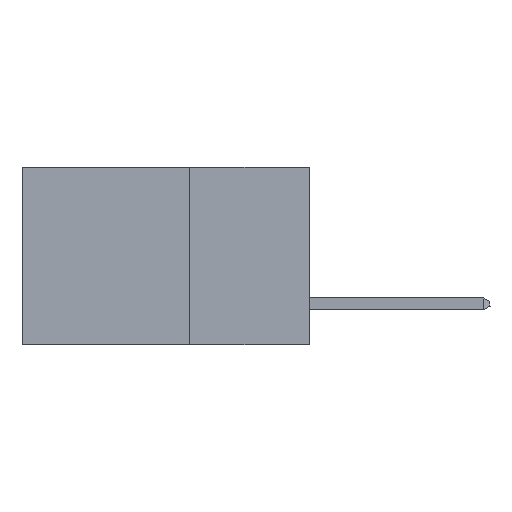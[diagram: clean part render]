
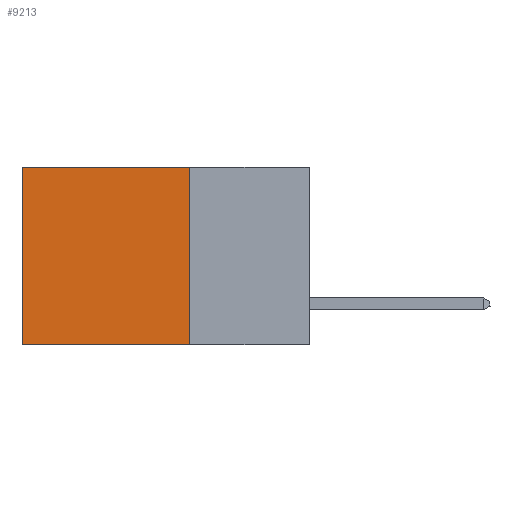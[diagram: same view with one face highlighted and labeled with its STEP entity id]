
A CAD part, left-side view. The second image highlights one B-rep face of the part: STEP entity #9213.
In plain terms, the highlighted planar face has unit normal (-1, 0, 0).
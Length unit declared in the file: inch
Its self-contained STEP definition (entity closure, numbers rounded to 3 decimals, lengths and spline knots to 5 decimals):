
#61 = LINE ( 'NONE', #11273, #2885 ) ;
#349 = VECTOR ( 'NONE', #14269, 39.37008 ) ;
#372 = VERTEX_POINT ( 'NONE', #1064 ) ;
#478 = DIRECTION ( 'NONE',  ( 0., 0., -1. ) ) ;
#651 = ORIENTED_EDGE ( 'NONE', *, *, #8665, .T. ) ;
#1064 = CARTESIAN_POINT ( 'NONE',  ( 0.2875, 0.25, -0.37 ) ) ;
#2129 = CARTESIAN_POINT ( 'NONE',  ( 0.2875, 0.25, 0. ) ) ;
#2228 = DIRECTION ( 'NONE',  ( 1., 0., 0. ) ) ;
#2236 = LINE ( 'NONE', #2129, #349 ) ;
#2560 = ORIENTED_EDGE ( 'NONE', *, *, #11619, .F. ) ;
#2885 = VECTOR ( 'NONE', #15018, 39.37008 ) ;
#4034 = ORIENTED_EDGE ( 'NONE', *, *, #7665, .T. ) ;
#4610 = EDGE_CURVE ( 'NONE', #11729, #372, #2236, .T. ) ;
#4755 = VERTEX_POINT ( 'NONE', #10916 ) ;
#5195 = VECTOR ( 'NONE', #8382, 39.37008 ) ;
#5561 = CARTESIAN_POINT ( 'NONE',  ( 0.2875, 0.6, -0.37 ) ) ;
#7665 = EDGE_CURVE ( 'NONE', #11729, #4755, #61, .T. ) ;
#7674 = CARTESIAN_POINT ( 'NONE',  ( 0.2875, 0.25, 0. ) ) ;
#7987 = CARTESIAN_POINT ( 'NONE',  ( 0.2875, 0.25, 0. ) ) ;
#8382 = DIRECTION ( 'NONE',  ( 0., 1., 0. ) ) ;
#8665 = EDGE_CURVE ( 'NONE', #4755, #11945, #13699, .T. ) ;
#8706 = AXIS2_PLACEMENT_3D ( 'NONE', #7987, #2228, #11688 ) ;
#9213 = ADVANCED_FACE ( 'NONE', ( #14060 ), #15196, .F. ) ;
#9762 = EDGE_LOOP ( 'NONE', ( #651, #2560, #15357, #4034 ) ) ;
#10916 = CARTESIAN_POINT ( 'NONE',  ( 0.2875, 0.6, 0. ) ) ;
#11256 = VECTOR ( 'NONE', #478, 39.37008 ) ;
#11273 = CARTESIAN_POINT ( 'NONE',  ( 0.2875, 0.25, 0. ) ) ;
#11619 = EDGE_CURVE ( 'NONE', #372, #11945, #13626, .T. ) ;
#11688 = DIRECTION ( 'NONE',  ( 0., 0., -1. ) ) ;
#11729 = VERTEX_POINT ( 'NONE', #7674 ) ;
#11945 = VERTEX_POINT ( 'NONE', #5561 ) ;
#12426 = CARTESIAN_POINT ( 'NONE',  ( 0.2875, 0.25, -0.37 ) ) ;
#13626 = LINE ( 'NONE', #12426, #5195 ) ;
#13679 = CARTESIAN_POINT ( 'NONE',  ( 0.2875, 0.6, 0. ) ) ;
#13699 = LINE ( 'NONE', #13679, #11256 ) ;
#14060 = FACE_OUTER_BOUND ( 'NONE', #9762, .T. ) ;
#14269 = DIRECTION ( 'NONE',  ( 0., 0., -1. ) ) ;
#15018 = DIRECTION ( 'NONE',  ( 0., 1., 0. ) ) ;
#15196 = PLANE ( 'NONE',  #8706 ) ;
#15357 = ORIENTED_EDGE ( 'NONE', *, *, #4610, .F. ) ;
